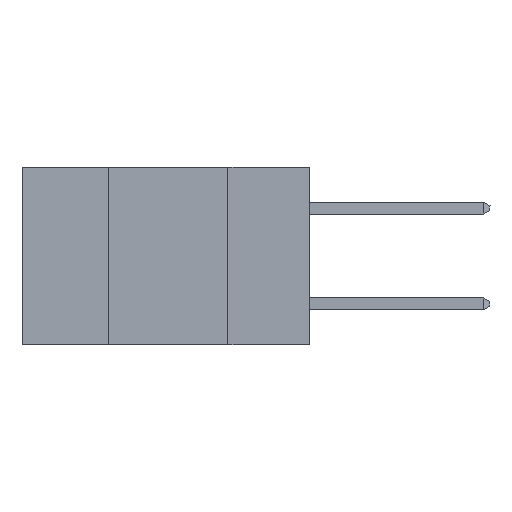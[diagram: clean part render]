
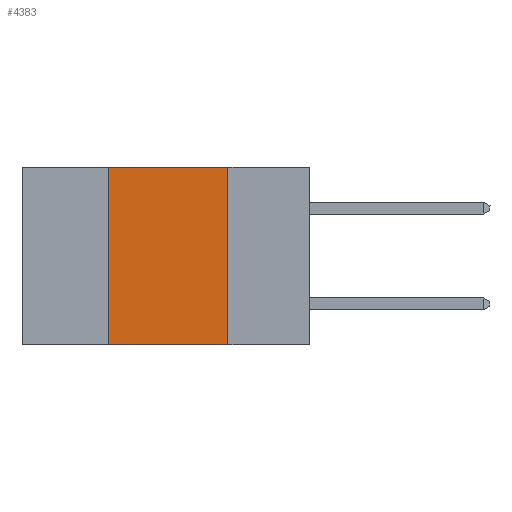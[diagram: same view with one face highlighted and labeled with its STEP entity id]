
A CAD part, left-side view. The second image highlights one B-rep face of the part: STEP entity #4383.
In plain terms, the highlighted planar face has unit normal (-1, 0, 0).
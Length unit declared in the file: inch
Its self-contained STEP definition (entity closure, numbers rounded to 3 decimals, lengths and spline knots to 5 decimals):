
#459 = ORIENTED_EDGE ( 'NONE', *, *, #11246, .F. ) ;
#573 = VERTEX_POINT ( 'NONE', #13277 ) ;
#998 = ORIENTED_EDGE ( 'NONE', *, *, #3126, .T. ) ;
#1308 = VECTOR ( 'NONE', #9158, 39.37008 ) ;
#1761 = DIRECTION ( 'NONE',  ( 0., 0., -1. ) ) ;
#2311 = CARTESIAN_POINT ( 'NONE',  ( 0., 0.6, 0. ) ) ;
#2847 = CARTESIAN_POINT ( 'NONE',  ( 0., 0.42, 0. ) ) ;
#2922 = CARTESIAN_POINT ( 'NONE',  ( 0., 0.17, 0. ) ) ;
#3126 = EDGE_CURVE ( 'NONE', #15786, #573, #4676, .T. ) ;
#3579 = VERTEX_POINT ( 'NONE', #14419 ) ;
#3580 = DIRECTION ( 'NONE',  ( 0., -1., 0. ) ) ;
#3640 = CARTESIAN_POINT ( 'NONE',  ( 0., 0.42, 0. ) ) ;
#4105 = DIRECTION ( 'NONE',  ( 0., 0., 1. ) ) ;
#4383 = ADVANCED_FACE ( 'NONE', ( #15718 ), #4490, .F. ) ;
#4398 = DIRECTION ( 'NONE',  ( 0., 0., -1. ) ) ;
#4419 = DIRECTION ( 'NONE',  ( 1., 0., 0. ) ) ;
#4434 = CARTESIAN_POINT ( 'NONE',  ( 0., 0.6, 0. ) ) ;
#4490 = PLANE ( 'NONE',  #12456 ) ;
#4676 = LINE ( 'NONE', #8431, #1308 ) ;
#5131 = VECTOR ( 'NONE', #1761, 39.37008 ) ;
#5439 = LINE ( 'NONE', #2847, #8429 ) ;
#5643 = ORIENTED_EDGE ( 'NONE', *, *, #8543, .F. ) ;
#6628 = EDGE_LOOP ( 'NONE', ( #6841, #5643, #459, #998 ) ) ;
#6841 = ORIENTED_EDGE ( 'NONE', *, *, #8913, .F. ) ;
#7328 = LINE ( 'NONE', #2311, #14340 ) ;
#8105 = LINE ( 'NONE', #2922, #5131 ) ;
#8429 = VECTOR ( 'NONE', #4105, 39.37008 ) ;
#8431 = CARTESIAN_POINT ( 'NONE',  ( 0., 0.6, -0.37 ) ) ;
#8543 = EDGE_CURVE ( 'NONE', #8574, #3579, #7328, .T. ) ;
#8572 = CARTESIAN_POINT ( 'NONE',  ( 0., 0.42, -0.37 ) ) ;
#8574 = VERTEX_POINT ( 'NONE', #3640 ) ;
#8913 = EDGE_CURVE ( 'NONE', #3579, #573, #8105, .T. ) ;
#9158 = DIRECTION ( 'NONE',  ( 0., -1., 0. ) ) ;
#11246 = EDGE_CURVE ( 'NONE', #15786, #8574, #5439, .T. ) ;
#12456 = AXIS2_PLACEMENT_3D ( 'NONE', #4434, #4419, #4398 ) ;
#13277 = CARTESIAN_POINT ( 'NONE',  ( 0., 0.17, -0.37 ) ) ;
#14340 = VECTOR ( 'NONE', #3580, 39.37008 ) ;
#14419 = CARTESIAN_POINT ( 'NONE',  ( 0., 0.17, 0. ) ) ;
#15718 = FACE_OUTER_BOUND ( 'NONE', #6628, .T. ) ;
#15786 = VERTEX_POINT ( 'NONE', #8572 ) ;
